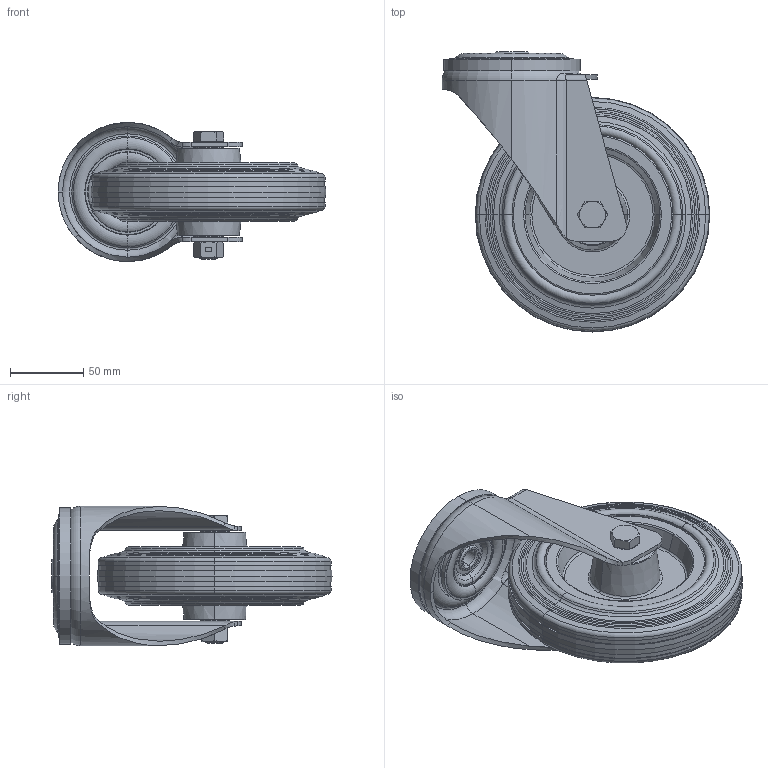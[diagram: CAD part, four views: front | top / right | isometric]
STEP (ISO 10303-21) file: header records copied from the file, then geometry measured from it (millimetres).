
FILE_DESCRIPTION (( 'STEP AP214' ), '1' );
FILE_NAME ('0056376.step', '2023-11-20T08:40:58', ( '' ), ( '' ), 'SwSTEP 2.0', 'SolidWorks 2020', '' );
FILE_SCHEMA (( 'AUTOMOTIVE_DESIGN' ));
Length unit declared in the file: millimetre
Products named in the file (1): 0056376
Bounding box: 182.5 x 191 x 95 mm (x, y, z)
Volume: 683771.1 mm3; surface area: 202395.3 mm2
Topology: 18 solids, 19 shells, 443 faces, 950 edges, 546 vertices
Faces by surface type: torus 122, cone 103, plane 89, cylinder 83, sphere 24, bspline 22
Entity records: 19693 total; most frequent: CARTESIAN_POINT 5141, DIRECTION 2202, ORIENTED_EDGE 1804, AXIS2_PLACEMENT_3D 978, EDGE_CURVE 902, CIRCLE 556, VERTEX_POINT 522, EDGE_LOOP 492
